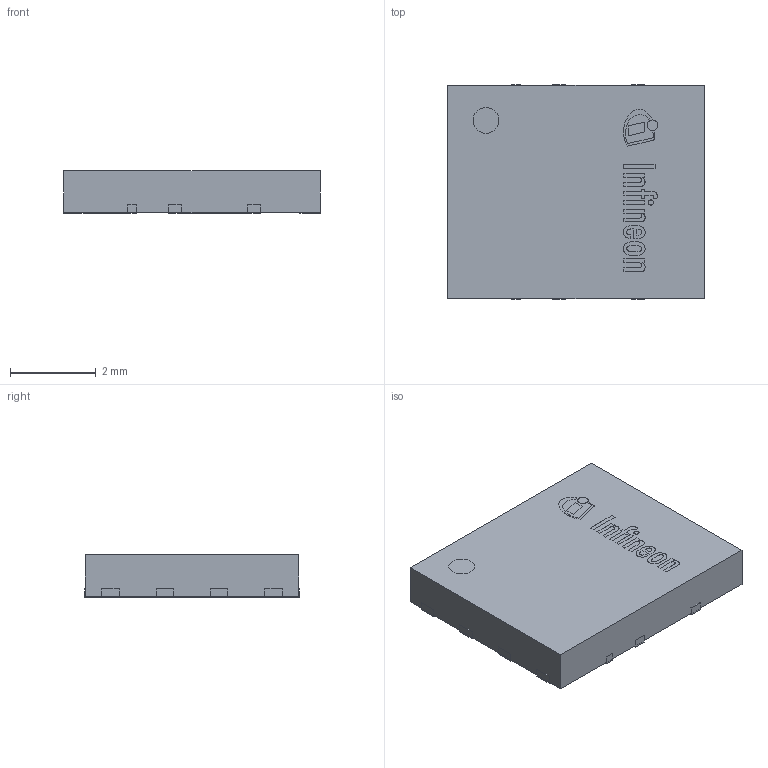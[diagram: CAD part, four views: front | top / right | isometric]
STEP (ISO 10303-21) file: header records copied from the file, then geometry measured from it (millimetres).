
FILE_DESCRIPTION(/* description */ (''),/* implementation_level */ '2;1');
FILE_NAME(/* name */ 'PG-TISON-8-2_Z8B00162740_V01_3D.stp',/* time_stamp */ '2024-08-19T11:28:06+05:30',/* author */ ('sivamani'),/* organization */ (''),/* preprocessor_version */ 'ST-DEVELOPER v19.2',/* originating_system */ 'AutoCAD Mechanical',/* authorisation */ '');
FILE_SCHEMA (('AUTOMOTIVE_DESIGN { 1 0 10303 214 3 1 1 }'));
Length unit declared in the file: millimetre
Products named in the file (1): Product
Bounding box: 6 x 5 x 1 mm (x, y, z)
Surface area: 121.1 mm2
Topology: 21 solids, 21 shells, 190 faces, 441 edges, 294 vertices
Faces by surface type: plane 166, bspline 18, cylinder 6
Full cylindrical faces by diameter (mm): 0.12 x1, 0.247 x1, 0.6 x2
Entity records: 5569 total; most frequent: CARTESIAN_POINT 1296, ORIENTED_EDGE 882, DIRECTION 763, EDGE_CURVE 441, LINE 393, VECTOR 393, VERTEX_POINT 294, EDGE_LOOP 195
